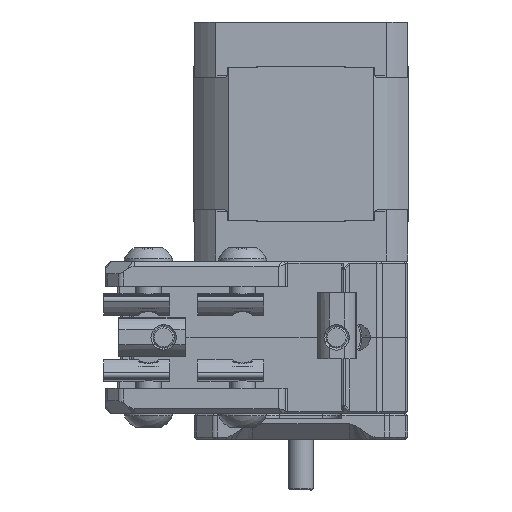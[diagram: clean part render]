
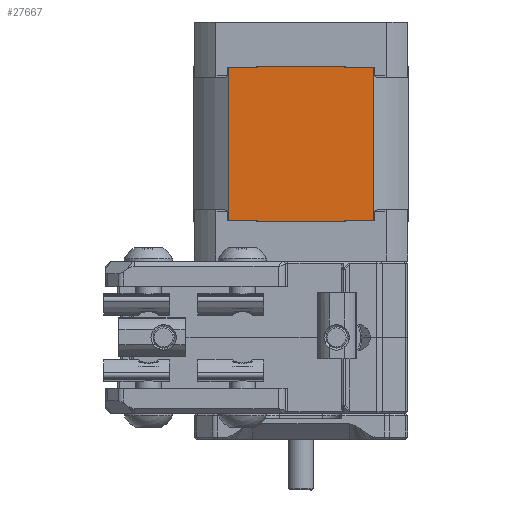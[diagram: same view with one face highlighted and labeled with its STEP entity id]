
A CAD part, left-side view. The second image highlights one B-rep face of the part: STEP entity #27667.
In plain terms, the highlighted planar face has unit normal (-1, 0, 0).
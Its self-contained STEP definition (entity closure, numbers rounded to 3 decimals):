
#1579=PLANE('',#30651);
#3918=LINE('',#50053,#6157);
#3921=LINE('',#50064,#6160);
#3923=LINE('',#50073,#6162);
#3925=LINE('',#50077,#6164);
#3927=LINE('',#50080,#6166);
#4126=LINE('',#50754,#6365);
#4128=LINE('',#50761,#6367);
#4129=LINE('',#50763,#6368);
#4130=LINE('',#50765,#6369);
#4131=LINE('',#50767,#6370);
#4132=LINE('',#50769,#6371);
#4133=LINE('',#50770,#6372);
#6157=VECTOR('',#37086,30.2);
#6160=VECTOR('',#37095,0.1);
#6162=VECTOR('',#37103,0.1);
#6164=VECTOR('',#37109,5.724);
#6166=VECTOR('',#37113,5.724);
#6365=VECTOR('',#37768,17.012);
#6367=VECTOR('',#37776,0.1);
#6368=VECTOR('',#37777,5.724);
#6369=VECTOR('',#37778,30.2);
#6370=VECTOR('',#37779,5.724);
#6371=VECTOR('',#37780,0.1);
#6372=VECTOR('',#37781,17.012);
#8097=FACE_OUTER_BOUND('',#9780,.T.);
#9780=EDGE_LOOP('',(#24371,#24372,#24373,#24374,#24375,#24376,#24377,#24378,
#24379,#24380,#24381,#24382));
#13336=VERTEX_POINT('',#50050);
#13337=VERTEX_POINT('',#50052);
#13341=VERTEX_POINT('',#50061);
#13342=VERTEX_POINT('',#50063);
#13345=VERTEX_POINT('',#50070);
#13346=VERTEX_POINT('',#50072);
#13563=VERTEX_POINT('',#50752);
#13565=VERTEX_POINT('',#50760);
#13566=VERTEX_POINT('',#50762);
#13567=VERTEX_POINT('',#50764);
#13568=VERTEX_POINT('',#50766);
#13569=VERTEX_POINT('',#50768);
#16918=EDGE_CURVE('',#13337,#13336,#3918,.T.);
#16923=EDGE_CURVE('',#13342,#13341,#3921,.T.);
#16927=EDGE_CURVE('',#13346,#13345,#3923,.T.);
#16930=EDGE_CURVE('',#13336,#13346,#3925,.T.);
#16932=EDGE_CURVE('',#13341,#13337,#3927,.T.);
#17253=EDGE_CURVE('',#13345,#13563,#4126,.T.);
#17256=EDGE_CURVE('',#13563,#13565,#4128,.T.);
#17257=EDGE_CURVE('',#13566,#13565,#4129,.T.);
#17258=EDGE_CURVE('',#13567,#13566,#4130,.T.);
#17259=EDGE_CURVE('',#13568,#13567,#4131,.T.);
#17260=EDGE_CURVE('',#13568,#13569,#4132,.T.);
#17261=EDGE_CURVE('',#13569,#13342,#4133,.T.);
#24371=ORIENTED_EDGE('',*,*,#17253,.T.);
#24372=ORIENTED_EDGE('',*,*,#17256,.T.);
#24373=ORIENTED_EDGE('',*,*,#17257,.F.);
#24374=ORIENTED_EDGE('',*,*,#17258,.F.);
#24375=ORIENTED_EDGE('',*,*,#17259,.F.);
#24376=ORIENTED_EDGE('',*,*,#17260,.T.);
#24377=ORIENTED_EDGE('',*,*,#17261,.T.);
#24378=ORIENTED_EDGE('',*,*,#16923,.T.);
#24379=ORIENTED_EDGE('',*,*,#16932,.T.);
#24380=ORIENTED_EDGE('',*,*,#16918,.T.);
#24381=ORIENTED_EDGE('',*,*,#16930,.T.);
#24382=ORIENTED_EDGE('',*,*,#16927,.T.);
#27667=ADVANCED_FACE('',(#8097),#1579,.T.);
#30651=AXIS2_PLACEMENT_3D('',#50759,#37774,#37775);
#37086=DIRECTION('',(0.,0.,-1.));
#37095=DIRECTION('',(0.,0.,-1.));
#37103=DIRECTION('',(0.,0.,-1.));
#37109=DIRECTION('',(0.,-1.,0.));
#37113=DIRECTION('',(0.,1.,0.));
#37768=DIRECTION('',(0.,-1.,0.));
#37774=DIRECTION('center_axis',(-1.,0.,0.));
#37775=DIRECTION('ref_axis',(0.,0.,1.));
#37776=DIRECTION('',(0.,0.,1.));
#37777=DIRECTION('',(0.,1.,0.));
#37778=DIRECTION('',(0.,0.,-1.));
#37779=DIRECTION('',(0.,-1.,0.));
#37780=DIRECTION('',(0.,0.,1.));
#37781=DIRECTION('',(0.,1.,0.));
#50050=CARTESIAN_POINT('',(-21.1,14.23,-19.54));
#50052=CARTESIAN_POINT('',(-21.1,14.23,10.66));
#50053=CARTESIAN_POINT('',(-21.1,14.23,10.66));
#50061=CARTESIAN_POINT('',(-21.1,8.506,10.66));
#50063=CARTESIAN_POINT('',(-21.1,8.506,10.76));
#50064=CARTESIAN_POINT('',(-21.1,8.506,10.76));
#50070=CARTESIAN_POINT('',(-21.1,8.506,-19.64));
#50072=CARTESIAN_POINT('',(-21.1,8.506,-19.54));
#50073=CARTESIAN_POINT('',(-21.1,8.506,-19.54));
#50077=CARTESIAN_POINT('',(-21.1,14.23,-19.54));
#50080=CARTESIAN_POINT('',(-21.1,8.506,10.66));
#50752=CARTESIAN_POINT('',(-21.1,-8.506,-19.64));
#50754=CARTESIAN_POINT('',(-21.1,8.506,-19.64));
#50759=CARTESIAN_POINT('Origin',(-21.1,-14.231,-19.641));
#50760=CARTESIAN_POINT('',(-21.1,-8.506,-19.54));
#50761=CARTESIAN_POINT('',(-21.1,-8.506,-19.64));
#50762=CARTESIAN_POINT('',(-21.1,-14.23,-19.54));
#50763=CARTESIAN_POINT('',(-21.1,-14.23,-19.54));
#50764=CARTESIAN_POINT('',(-21.1,-14.23,10.66));
#50765=CARTESIAN_POINT('',(-21.1,-14.23,10.66));
#50766=CARTESIAN_POINT('',(-21.1,-8.506,10.66));
#50767=CARTESIAN_POINT('',(-21.1,-8.506,10.66));
#50768=CARTESIAN_POINT('',(-21.1,-8.506,10.76));
#50769=CARTESIAN_POINT('',(-21.1,-8.506,10.66));
#50770=CARTESIAN_POINT('',(-21.1,-8.506,10.76));
